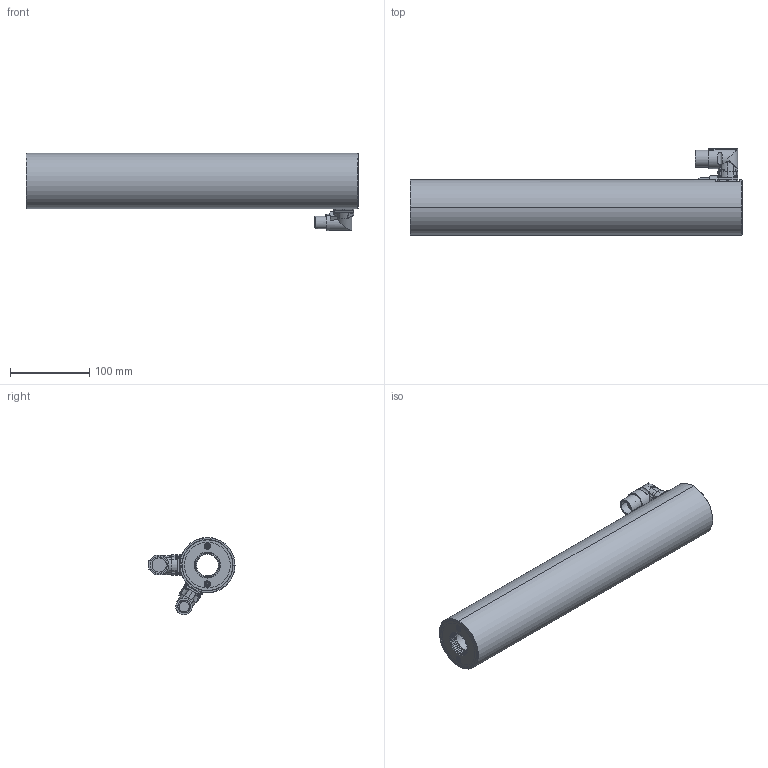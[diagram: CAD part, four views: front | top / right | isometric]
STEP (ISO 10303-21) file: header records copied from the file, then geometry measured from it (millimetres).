
FILE_DESCRIPTION (( 'STEP AP214' ), '1' );
FILE_NAME ('0186-0259_160519_PS10-70x320.STEP', '2016-05-19T13:35:22', ( '' ), ( '' ), 'SwSTEP 2.0', 'SolidWorks 2016', '' );
FILE_SCHEMA (( 'AUTOMOTIVE_DESIGN' ));
Length unit declared in the file: millimetre
Products named in the file (46): Screw-M4x12; PS10k-SF923; 0186-0259_160519_PS10-70x320; MC10-Q_KOPF; Oring-600x15; hexalobular socket pan head_iso; PAW01_PAW01-28; MC10-Q_FUSS; PS10k-AH70W; hexalobular socket pan head_iso_ISO 14583 - M2.5 x 8 -4.8-N; MC10-I; PS10k-AV70W; PS10-70_LinMot; MC10-Q; Oring-340x15; PBT10-70x..._PBT10-70x320; PBT10-70x...; PAW01; MC10-I_FUSS; hexalobular socket pan head_iso_ISO 14583 - M4 x 8 -4.8-N; PS10-R70_konfiguration_PS10k-R70x320; PS10-R70_konfiguration; Oring-340x15_ORM-0340-15; MC10-I_KOPF
Assembly tree (28 placements, depth 2):
  Screw-M4x12
  PS10k-SF923
  0186-0259_160519_PS10-70x320
    PS10-R70_konfiguration_PS10k-R70x320
    MC10-I_FUSS
    PS10k-SF923  x2
    MC10-Q_FUSS
    hexalobular socket pan head_iso_ISO 14583 - M2.5 x 8 -4.8-N  x8
    PAW01_PAW01-28  x2
    PS10k-AV70W
    PBT10-70x..._PBT10-70x320
    Oring-340x15_ORM-0340-15
    PS10k-AH70W
    hexalobular socket pan head_iso_ISO 14583 - M4 x 8 -4.8-N  x4
    Screw-M4x12  x2
    Oring-600x15
    MC10-Q_KOPF
    MC10-I_KOPF
  hexalobular socket pan head_iso
  hexalobular socket pan head_iso
Bounding box: 420 x 109 x 97.57 mm (x, y, z)
Volume: 1378853.5 mm3; surface area: 263806.2 mm2
Topology: 28 solids, 28 shells, 990 faces, 2315 edges, 1431 vertices
Faces by surface type: cylinder 421, plane 295, cone 128, torus 80, bspline 42, sphere 24
Entity records: 20147 total; most frequent: CARTESIAN_POINT 4398, DIRECTION 3132, ORIENTED_EDGE 2680, EDGE_CURVE 1340, AXIS2_PLACEMENT_3D 1322, VERTEX_POINT 855, CIRCLE 730, EDGE_LOOP 693
